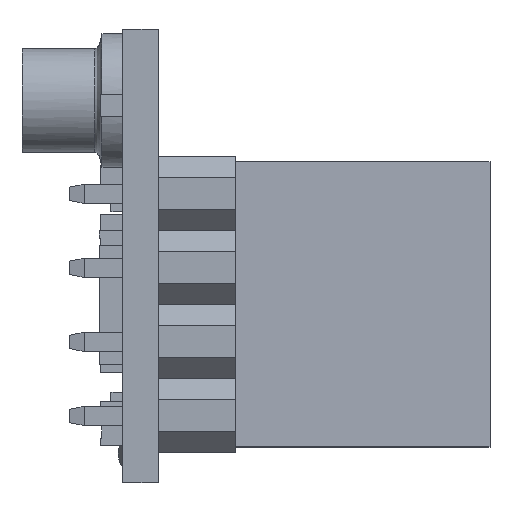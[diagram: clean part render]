
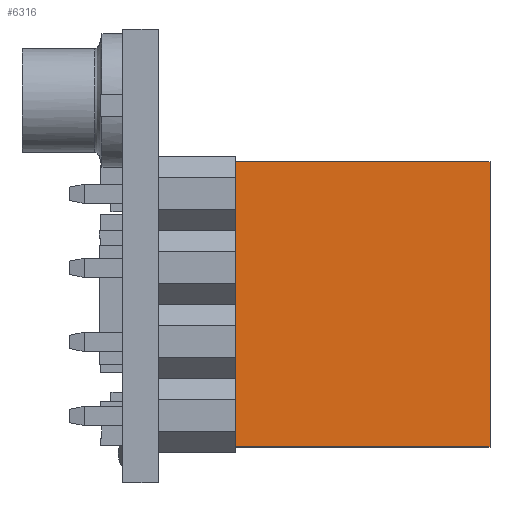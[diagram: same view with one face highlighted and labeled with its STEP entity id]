
A CAD part, left-side view. The second image highlights one B-rep face of the part: STEP entity #6316.
In plain terms, the highlighted face is planar.
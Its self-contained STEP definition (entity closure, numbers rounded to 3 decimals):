
#1444 = DIRECTION ( 'NONE',  ( 0., -1., 0. ) ) ;
#1941 = CARTESIAN_POINT ( 'NONE',  ( 4.81, 0., -2.27 ) ) ;
#3360 = DIRECTION ( 'NONE',  ( 0., -1., 0. ) ) ;
#4494 = LINE ( 'NONE', #5673, #11234 ) ;
#4688 = VERTEX_POINT ( 'NONE', #12784 ) ;
#5248 = VECTOR ( 'NONE', #3360, 1000. ) ;
#5458 = PLANE ( 'NONE',  #14058 ) ;
#5673 = CARTESIAN_POINT ( 'NONE',  ( -4.81, 8.6, -2.27 ) ) ;
#5767 = ORIENTED_EDGE ( 'NONE', *, *, #5945, .T. ) ;
#5945 = EDGE_CURVE ( 'NONE', #12132, #4688, #4494, .T. ) ;
#6316 = ADVANCED_FACE ( 'NONE', ( #9837 ), #5458, .T. ) ;
#7384 = CARTESIAN_POINT ( 'NONE',  ( -4.81, 8.6, -2.27 ) ) ;
#7589 = ORIENTED_EDGE ( 'NONE', *, *, #15213, .F. ) ;
#9311 = ORIENTED_EDGE ( 'NONE', *, *, #13574, .F. ) ;
#9702 = EDGE_CURVE ( 'NONE', #4688, #12554, #10782, .T. ) ;
#9837 = FACE_OUTER_BOUND ( 'NONE', #14240, .T. ) ;
#10162 = DIRECTION ( 'NONE',  ( 1., 0., 0. ) ) ;
#10782 = LINE ( 'NONE', #15342, #5248 ) ;
#11234 = VECTOR ( 'NONE', #10162, 1000. ) ;
#11387 = CARTESIAN_POINT ( 'NONE',  ( -4.81, 8.6, -2.27 ) ) ;
#11478 = DIRECTION ( 'NONE',  ( 0., 0., -1. ) ) ;
#12042 = LINE ( 'NONE', #16481, #16828 ) ;
#12132 = VERTEX_POINT ( 'NONE', #17895 ) ;
#12554 = VERTEX_POINT ( 'NONE', #1941 ) ;
#12784 = CARTESIAN_POINT ( 'NONE',  ( 4.81, 8.6, -2.27 ) ) ;
#13574 = EDGE_CURVE ( 'NONE', #12132, #14248, #19009, .T. ) ;
#14058 = AXIS2_PLACEMENT_3D ( 'NONE', #11387, #11478, #14687 ) ;
#14240 = EDGE_LOOP ( 'NONE', ( #7589, #9311, #5767, #14722 ) ) ;
#14248 = VERTEX_POINT ( 'NONE', #17388 ) ;
#14687 = DIRECTION ( 'NONE',  ( -1., 0., 0. ) ) ;
#14722 = ORIENTED_EDGE ( 'NONE', *, *, #9702, .T. ) ;
#15213 = EDGE_CURVE ( 'NONE', #14248, #12554, #12042, .T. ) ;
#15342 = CARTESIAN_POINT ( 'NONE',  ( 4.81, 8.6, -2.27 ) ) ;
#16481 = CARTESIAN_POINT ( 'NONE',  ( -4.81, 0., -2.27 ) ) ;
#16828 = VECTOR ( 'NONE', #17943, 1000. ) ;
#17388 = CARTESIAN_POINT ( 'NONE',  ( -4.81, 0., -2.27 ) ) ;
#17895 = CARTESIAN_POINT ( 'NONE',  ( -4.81, 8.6, -2.27 ) ) ;
#17943 = DIRECTION ( 'NONE',  ( 1., 0., 0. ) ) ;
#18179 = VECTOR ( 'NONE', #1444, 1000. ) ;
#19009 = LINE ( 'NONE', #7384, #18179 ) ;
